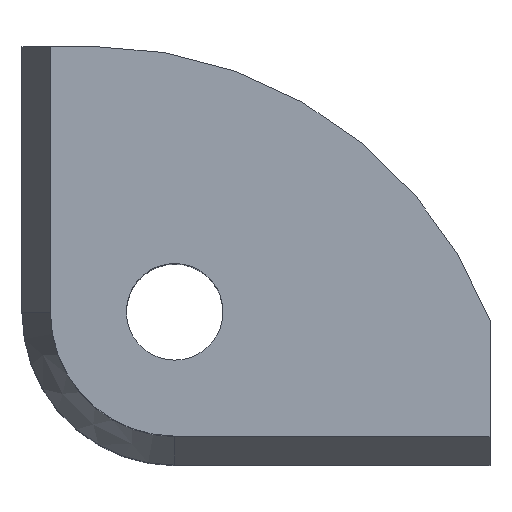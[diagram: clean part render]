
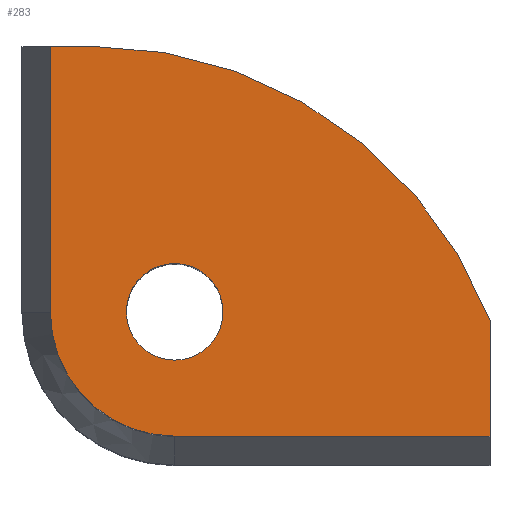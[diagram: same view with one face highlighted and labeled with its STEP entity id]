
A CAD part, top view. The second image highlights one B-rep face of the part: STEP entity #283.
In plain terms, the highlighted planar face has unit normal (0, 0, 1).
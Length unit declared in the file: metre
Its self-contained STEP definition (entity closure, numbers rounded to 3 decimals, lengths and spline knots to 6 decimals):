
#14=CIRCLE('',#300,0.0017);
#17=CIRCLE('',#306,0.004375);
#20=CIRCLE('',#315,0.01505);
#93=ORIENTED_EDGE('',*,*,#125,.T.);
#94=ORIENTED_EDGE('',*,*,#100,.T.);
#95=ORIENTED_EDGE('',*,*,#117,.T.);
#96=ORIENTED_EDGE('',*,*,#110,.T.);
#97=ORIENTED_EDGE('',*,*,#123,.T.);
#98=ORIENTED_EDGE('',*,*,#128,.T.);
#99=ORIENTED_EDGE('',*,*,#107,.T.);
#100=EDGE_CURVE('',#136,#137,#160,.T.);
#107=EDGE_CURVE('',#143,#143,#14,.F.);
#110=EDGE_CURVE('',#146,#147,#17,.T.);
#117=EDGE_CURVE('',#137,#146,#170,.T.);
#123=EDGE_CURVE('',#147,#154,#176,.T.);
#125=EDGE_CURVE('',#155,#136,#20,.T.);
#128=EDGE_CURVE('',#154,#155,#179,.T.);
#136=VERTEX_POINT('',#409);
#137=VERTEX_POINT('',#410);
#143=VERTEX_POINT('',#424);
#146=VERTEX_POINT('',#433);
#147=VERTEX_POINT('',#434);
#154=VERTEX_POINT('',#459);
#155=VERTEX_POINT('',#463);
#160=LINE('',#408,#186);
#170=LINE('',#447,#196);
#176=LINE('',#458,#202);
#179=LINE('',#468,#205);
#186=VECTOR('',#328,1.);
#196=VECTOR('',#364,1.);
#202=VECTOR('',#376,1.);
#205=VECTOR('',#387,1.);
#232=EDGE_LOOP('',(#93,#94,#95,#96,#97,#98));
#233=EDGE_LOOP('',(#99));
#254=FACE_BOUND('',#232,.T.);
#255=FACE_BOUND('',#233,.T.);
#266=PLANE('',#323);
#283=ADVANCED_FACE('',(#254,#255),#266,.T.);
#300=AXIS2_PLACEMENT_3D('',#423,#338,#339);
#306=AXIS2_PLACEMENT_3D('',#432,#350,#351);
#315=AXIS2_PLACEMENT_3D('',#462,#380,#381);
#323=AXIS2_PLACEMENT_3D('',#483,#404,#405);
#328=DIRECTION('',(-1.,0.,0.));
#338=DIRECTION('',(0.,0.,1.));
#339=DIRECTION('',(1.,0.,0.));
#350=DIRECTION('',(0.,0.,1.));
#351=DIRECTION('',(1.,0.,0.));
#364=DIRECTION('',(0.,-1.,0.));
#376=DIRECTION('',(1.,0.,0.));
#380=DIRECTION('',(0.,0.,1.));
#381=DIRECTION('',(1.,0.,0.));
#387=DIRECTION('',(0.,1.,0.));
#404=DIRECTION('',(0.,0.,1.));
#405=DIRECTION('',(1.,0.,0.));
#408=CARTESIAN_POINT('',(0.070588,0.06735,-0.0002));
#409=CARTESIAN_POINT('',(0.0713,0.06735,-0.0002));
#410=CARTESIAN_POINT('',(0.069875,0.06735,-0.0002));
#423=CARTESIAN_POINT('',(0.07425,0.058,-0.0002));
#424=CARTESIAN_POINT('',(0.07595,0.058,-0.0002));
#432=CARTESIAN_POINT('',(0.07425,0.058,-0.0002));
#433=CARTESIAN_POINT('',(0.069875,0.058,-0.0002));
#434=CARTESIAN_POINT('',(0.07425,0.053625,-0.0002));
#447=CARTESIAN_POINT('',(0.069875,0.062675,-0.0002));
#458=CARTESIAN_POINT('',(0.0798,0.053625,-0.0002));
#459=CARTESIAN_POINT('',(0.08535,0.053625,-0.0002));
#462=CARTESIAN_POINT('',(0.0713,0.0523,-0.0002));
#463=CARTESIAN_POINT('',(0.08535,0.057694,-0.0002));
#468=CARTESIAN_POINT('',(0.08535,0.05566,-0.0002));
#483=CARTESIAN_POINT('',(-0.015248,0.0005,-0.0002));
